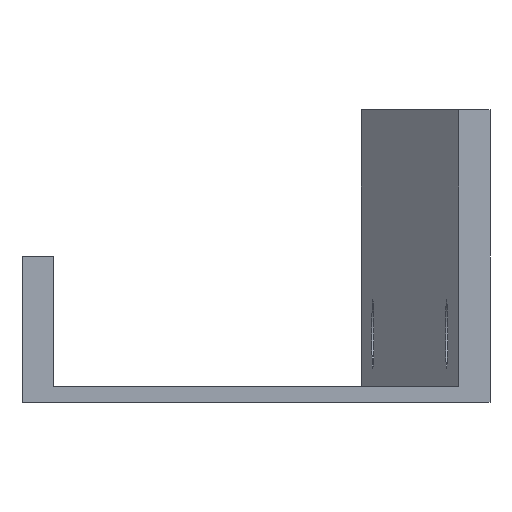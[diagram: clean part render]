
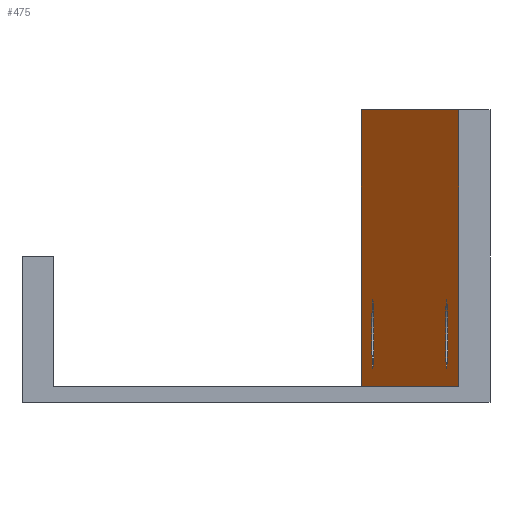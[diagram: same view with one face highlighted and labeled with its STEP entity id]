
A CAD part, front view. The second image highlights one B-rep face of the part: STEP entity #475.
In plain terms, the highlighted planar face has unit normal (-1, -0.03, 0).
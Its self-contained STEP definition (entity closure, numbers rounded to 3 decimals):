
#32 = PLANE('',#33);
#33 = AXIS2_PLACEMENT_3D('',#34,#35,#36);
#34 = CARTESIAN_POINT('',(11.103,0.,
    4.045));
#35 = DIRECTION('',(0.,1.,0.));
#36 = DIRECTION('',(0.,0.,1.));
#84 = VERTEX_POINT('',#85);
#85 = CARTESIAN_POINT('',(17.4,0.,15.));
#99 = B_SPLINE_SURFACE_WITH_KNOTS('',1,1,(
    (#100,#101)
    ,(#102,#103
  )),.UNSPECIFIED.,.F.,.F.,.F.,(2,2),(2,2),(0.,1.6),(0.,1.),
  .PIECEWISE_BEZIER_KNOTS.);
#100 = CARTESIAN_POINT('',(19.,0.,15.));
#101 = CARTESIAN_POINT('',(24.,-165.,15.));
#102 = CARTESIAN_POINT('',(17.4,0.,15.));
#103 = CARTESIAN_POINT('',(22.4,-165.,15.));
#111 = EDGE_CURVE('',#84,#112,#114,.T.);
#112 = VERTEX_POINT('',#113);
#113 = CARTESIAN_POINT('',(17.4,0.,0.8));
#114 = SURFACE_CURVE('',#115,(#119,#126),.PCURVE_S1.);
#115 = LINE('',#116,#117);
#116 = CARTESIAN_POINT('',(17.4,0.,15.));
#117 = VECTOR('',#118,1.);
#118 = DIRECTION('',(0.,0.,-1.));
#119 = PCURVE('',#32,#120);
#120 = DEFINITIONAL_REPRESENTATION('',(#121),#125);
#121 = LINE('',#122,#123);
#122 = CARTESIAN_POINT('',(10.955,6.297));
#123 = VECTOR('',#124,1.);
#124 = DIRECTION('',(-1.,0.));
#125 = ( GEOMETRIC_REPRESENTATION_CONTEXT(2) 
PARAMETRIC_REPRESENTATION_CONTEXT() REPRESENTATION_CONTEXT('2D SPACE',''
  ) );
#126 = PCURVE('',#127,#132);
#127 = PLANE('',#128);
#128 = AXIS2_PLACEMENT_3D('',#129,#130,#131);
#129 = CARTESIAN_POINT('',(22.4,-165.,0.8));
#130 = DIRECTION('',(-1.,-0.03,
    0.));
#131 = DIRECTION('',(0.,0.,-1.));
#132 = DEFINITIONAL_REPRESENTATION('',(#133),#137);
#133 = LINE('',#134,#135);
#134 = CARTESIAN_POINT('',(-14.2,-165.076));
#135 = VECTOR('',#136,1.);
#136 = DIRECTION('',(1.,0.));
#137 = ( GEOMETRIC_REPRESENTATION_CONTEXT(2) 
PARAMETRIC_REPRESENTATION_CONTEXT() REPRESENTATION_CONTEXT('2D SPACE',''
  ) );
#155 = B_SPLINE_SURFACE_WITH_KNOTS('',1,1,(
    (#156,#157)
    ,(#158,#159
    )),.UNSPECIFIED.,.F.,.F.,.F.,(2,2),(2,2),(-20.8,0.),(0.,1.),
  .PIECEWISE_BEZIER_KNOTS.);
#156 = CARTESIAN_POINT('',(17.4,0.,0.8));
#157 = CARTESIAN_POINT('',(22.4,-165.,0.8));
#158 = CARTESIAN_POINT('',(1.6,0.,0.8));
#159 = CARTESIAN_POINT('',(1.6,-165.,0.8));
#289 = PLANE('',#290);
#290 = AXIS2_PLACEMENT_3D('',#291,#292,#293);
#291 = CARTESIAN_POINT('',(13.838,-165.,3.646));
#292 = DIRECTION('',(0.,-1.,0.));
#293 = DIRECTION('',(1.,0.,0.));
#386 = CYLINDRICAL_SURFACE('',#387,1.75);
#387 = AXIS2_PLACEMENT_3D('',#388,#389,#390);
#388 = CARTESIAN_POINT('',(188.595,-14.294,3.5));
#389 = DIRECTION('',(1.,0.03,
    0.));
#390 = DIRECTION('',(0.,0.,1.));
#417 = CYLINDRICAL_SURFACE('',#418,1.75);
#418 = AXIS2_PLACEMENT_3D('',#419,#420,#421);
#419 = CARTESIAN_POINT('',(188.595,-139.294,3.5));
#420 = DIRECTION('',(1.,0.03,
    0.));
#421 = DIRECTION('',(0.,0.,1.));
#433 = EDGE_CURVE('',#84,#434,#436,.T.);
#434 = VERTEX_POINT('',#435);
#435 = CARTESIAN_POINT('',(22.4,-165.,15.));
#436 = SURFACE_CURVE('',#437,(#440,#447),.PCURVE_S1.);
#437 = B_SPLINE_CURVE_WITH_KNOTS('',1,(#438,#439),.UNSPECIFIED.,.F.,.F.,
  (2,2),(0.,1.),.PIECEWISE_BEZIER_KNOTS.);
#438 = CARTESIAN_POINT('',(17.4,0.,15.));
#439 = CARTESIAN_POINT('',(22.4,-165.,15.));
#440 = PCURVE('',#99,#441);
#441 = DEFINITIONAL_REPRESENTATION('',(#442),#446);
#442 = LINE('',#443,#444);
#443 = CARTESIAN_POINT('',(1.6,0.));
#444 = VECTOR('',#445,1.);
#445 = DIRECTION('',(0.,1.));
#446 = ( GEOMETRIC_REPRESENTATION_CONTEXT(2) 
PARAMETRIC_REPRESENTATION_CONTEXT() REPRESENTATION_CONTEXT('2D SPACE',''
  ) );
#447 = PCURVE('',#127,#448);
#448 = DEFINITIONAL_REPRESENTATION('',(#449),#452);
#449 = B_SPLINE_CURVE_WITH_KNOTS('',1,(#450,#451),.UNSPECIFIED.,.F.,.F.,
  (2,2),(0.,1.),.PIECEWISE_BEZIER_KNOTS.);
#450 = CARTESIAN_POINT('',(-14.2,-165.076));
#451 = CARTESIAN_POINT('',(-14.2,0.));
#452 = ( GEOMETRIC_REPRESENTATION_CONTEXT(2) 
PARAMETRIC_REPRESENTATION_CONTEXT() REPRESENTATION_CONTEXT('2D SPACE',''
  ) );
#475 = ADVANCED_FACE('',(#476,#522,#552),#127,.T.);
#476 = FACE_BOUND('',#477,.T.);
#477 = EDGE_LOOP('',(#478,#479,#500,#521));
#478 = ORIENTED_EDGE('',*,*,#111,.T.);
#479 = ORIENTED_EDGE('',*,*,#480,.T.);
#480 = EDGE_CURVE('',#112,#481,#483,.T.);
#481 = VERTEX_POINT('',#482);
#482 = CARTESIAN_POINT('',(22.4,-165.,0.8));
#483 = SURFACE_CURVE('',#484,(#487,#493),.PCURVE_S1.);
#484 = B_SPLINE_CURVE_WITH_KNOTS('',1,(#485,#486),.UNSPECIFIED.,.F.,.F.,
  (2,2),(0.,1.),.PIECEWISE_BEZIER_KNOTS.);
#485 = CARTESIAN_POINT('',(17.4,0.,0.8));
#486 = CARTESIAN_POINT('',(22.4,-165.,0.8));
#487 = PCURVE('',#127,#488);
#488 = DEFINITIONAL_REPRESENTATION('',(#489),#492);
#489 = B_SPLINE_CURVE_WITH_KNOTS('',1,(#490,#491),.UNSPECIFIED.,.F.,.F.,
  (2,2),(0.,1.),.PIECEWISE_BEZIER_KNOTS.);
#490 = CARTESIAN_POINT('',(0.,-165.076));
#491 = CARTESIAN_POINT('',(0.,0.));
#492 = ( GEOMETRIC_REPRESENTATION_CONTEXT(2) 
PARAMETRIC_REPRESENTATION_CONTEXT() REPRESENTATION_CONTEXT('2D SPACE',''
  ) );
#493 = PCURVE('',#155,#494);
#494 = DEFINITIONAL_REPRESENTATION('',(#495),#499);
#495 = LINE('',#496,#497);
#496 = CARTESIAN_POINT('',(-20.8,0.));
#497 = VECTOR('',#498,1.);
#498 = DIRECTION('',(0.,1.));
#499 = ( GEOMETRIC_REPRESENTATION_CONTEXT(2) 
PARAMETRIC_REPRESENTATION_CONTEXT() REPRESENTATION_CONTEXT('2D SPACE',''
  ) );
#500 = ORIENTED_EDGE('',*,*,#501,.T.);
#501 = EDGE_CURVE('',#481,#434,#502,.T.);
#502 = SURFACE_CURVE('',#503,(#507,#514),.PCURVE_S1.);
#503 = LINE('',#504,#505);
#504 = CARTESIAN_POINT('',(22.4,-165.,0.8));
#505 = VECTOR('',#506,1.);
#506 = DIRECTION('',(0.,0.,1.));
#507 = PCURVE('',#127,#508);
#508 = DEFINITIONAL_REPRESENTATION('',(#509),#513);
#509 = LINE('',#510,#511);
#510 = CARTESIAN_POINT('',(0.,0.));
#511 = VECTOR('',#512,1.);
#512 = DIRECTION('',(-1.,0.));
#513 = ( GEOMETRIC_REPRESENTATION_CONTEXT(2) 
PARAMETRIC_REPRESENTATION_CONTEXT() REPRESENTATION_CONTEXT('2D SPACE',''
  ) );
#514 = PCURVE('',#289,#515);
#515 = DEFINITIONAL_REPRESENTATION('',(#516),#520);
#516 = LINE('',#517,#518);
#517 = CARTESIAN_POINT('',(8.562,-2.846));
#518 = VECTOR('',#519,1.);
#519 = DIRECTION('',(0.,1.));
#520 = ( GEOMETRIC_REPRESENTATION_CONTEXT(2) 
PARAMETRIC_REPRESENTATION_CONTEXT() REPRESENTATION_CONTEXT('2D SPACE',''
  ) );
#521 = ORIENTED_EDGE('',*,*,#433,.F.);
#522 = FACE_BOUND('',#523,.T.);
#523 = EDGE_LOOP('',(#524));
#524 = ORIENTED_EDGE('',*,*,#525,.T.);
#525 = EDGE_CURVE('',#526,#526,#528,.T.);
#526 = VERTEX_POINT('',#527);
#527 = CARTESIAN_POINT('',(17.99,-19.464,5.25));
#528 = SURFACE_CURVE('',#529,(#534,#545),.PCURVE_S1.);
#529 = CIRCLE('',#530,1.75);
#530 = AXIS2_PLACEMENT_3D('',#531,#532,#533);
#531 = CARTESIAN_POINT('',(17.99,-19.464,3.5));
#532 = DIRECTION('',(1.,0.03,
    0.));
#533 = DIRECTION('',(0.,0.,1.));
#534 = PCURVE('',#127,#535);
#535 = DEFINITIONAL_REPRESENTATION('',(#536),#544);
#536 = ( BOUNDED_CURVE() B_SPLINE_CURVE(2,(#537,#538,#539,#540,#541,#542
,#543),.UNSPECIFIED.,.T.,.F.) B_SPLINE_CURVE_WITH_KNOTS((1,2,2,2,2,1),(
    -2.094,0.,2.094,4.189,6.283,
8.378),.UNSPECIFIED.) CURVE() GEOMETRIC_REPRESENTATION_ITEM() 
RATIONAL_B_SPLINE_CURVE((1.,0.5,1.,0.5,1.,0.5,1.)) REPRESENTATION_ITEM(
  '') );
#537 = CARTESIAN_POINT('',(-4.45,-145.603));
#538 = CARTESIAN_POINT('',(-4.45,-142.572));
#539 = CARTESIAN_POINT('',(-1.825,-144.087));
#540 = CARTESIAN_POINT('',(0.8,-145.603));
#541 = CARTESIAN_POINT('',(-1.825,-147.118));
#542 = CARTESIAN_POINT('',(-4.45,-148.634));
#543 = CARTESIAN_POINT('',(-4.45,-145.603));
#544 = ( GEOMETRIC_REPRESENTATION_CONTEXT(2) 
PARAMETRIC_REPRESENTATION_CONTEXT() REPRESENTATION_CONTEXT('2D SPACE',''
  ) );
#545 = PCURVE('',#386,#546);
#546 = DEFINITIONAL_REPRESENTATION('',(#547),#551);
#547 = LINE('',#548,#549);
#548 = CARTESIAN_POINT('',(0.,-170.683));
#549 = VECTOR('',#550,1.);
#550 = DIRECTION('',(1.,0.));
#551 = ( GEOMETRIC_REPRESENTATION_CONTEXT(2) 
PARAMETRIC_REPRESENTATION_CONTEXT() REPRESENTATION_CONTEXT('2D SPACE',''
  ) );
#552 = FACE_BOUND('',#553,.T.);
#553 = EDGE_LOOP('',(#554));
#554 = ORIENTED_EDGE('',*,*,#555,.T.);
#555 = EDGE_CURVE('',#556,#556,#558,.T.);
#556 = VERTEX_POINT('',#557);
#557 = CARTESIAN_POINT('',(21.774,-144.349,5.25));
#558 = SURFACE_CURVE('',#559,(#564,#575),.PCURVE_S1.);
#559 = CIRCLE('',#560,1.75);
#560 = AXIS2_PLACEMENT_3D('',#561,#562,#563);
#561 = CARTESIAN_POINT('',(21.774,-144.349,3.5));
#562 = DIRECTION('',(1.,0.03,
    0.));
#563 = DIRECTION('',(0.,0.,1.));
#564 = PCURVE('',#127,#565);
#565 = DEFINITIONAL_REPRESENTATION('',(#566),#574);
#566 = ( BOUNDED_CURVE() B_SPLINE_CURVE(2,(#567,#568,#569,#570,#571,#572
,#573),.UNSPECIFIED.,.T.,.F.) B_SPLINE_CURVE_WITH_KNOTS((1,2,2,2,2,1),(
    -2.094,0.,2.094,4.189,6.283,
8.378),.UNSPECIFIED.) CURVE() GEOMETRIC_REPRESENTATION_ITEM() 
RATIONAL_B_SPLINE_CURVE((1.,0.5,1.,0.5,1.,0.5,1.)) REPRESENTATION_ITEM(
  '') );
#567 = CARTESIAN_POINT('',(-4.45,-20.66));
#568 = CARTESIAN_POINT('',(-4.45,-17.629));
#569 = CARTESIAN_POINT('',(-1.825,-19.145));
#570 = CARTESIAN_POINT('',(0.8,-20.66));
#571 = CARTESIAN_POINT('',(-1.825,-22.176));
#572 = CARTESIAN_POINT('',(-4.45,-23.691));
#573 = CARTESIAN_POINT('',(-4.45,-20.66));
#574 = ( GEOMETRIC_REPRESENTATION_CONTEXT(2) 
PARAMETRIC_REPRESENTATION_CONTEXT() REPRESENTATION_CONTEXT('2D SPACE',''
  ) );
#575 = PCURVE('',#417,#576);
#576 = DEFINITIONAL_REPRESENTATION('',(#577),#581);
#577 = LINE('',#578,#579);
#578 = CARTESIAN_POINT('',(0.,-166.897));
#579 = VECTOR('',#580,1.);
#580 = DIRECTION('',(1.,0.));
#581 = ( GEOMETRIC_REPRESENTATION_CONTEXT(2) 
PARAMETRIC_REPRESENTATION_CONTEXT() REPRESENTATION_CONTEXT('2D SPACE',''
  ) );
